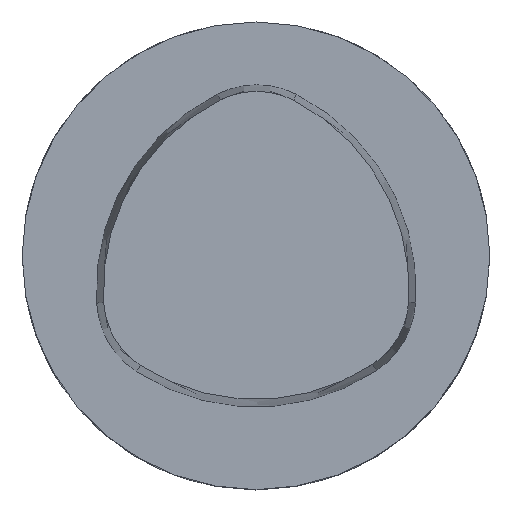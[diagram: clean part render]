
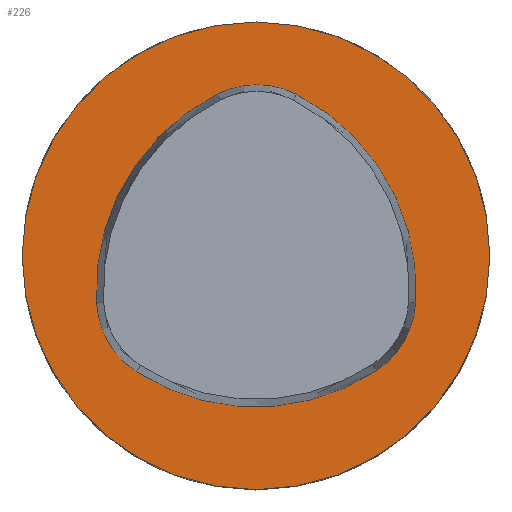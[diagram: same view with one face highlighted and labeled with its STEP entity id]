
A CAD part, top view. The second image highlights one B-rep face of the part: STEP entity #226.
In plain terms, the highlighted planar face has unit normal (0, 0, 1).
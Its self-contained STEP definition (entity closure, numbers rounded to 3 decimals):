
#226=ADVANCED_FACE('',(#298),#260,.T.);
#260=PLANE('',#847);
#298=FACE_OUTER_BOUND('',#348,.T.);
#348=EDGE_LOOP('',(#467));
#467=ORIENTED_EDGE('',*,*,#699,.F.);
#620=VERTEX_POINT('',#1320);
#699=EDGE_CURVE('',#620,#620,#765,.T.);
#765=CIRCLE('',#841,16.);
#841=AXIS2_PLACEMENT_3D('',#1319,#987,#988);
#847=AXIS2_PLACEMENT_3D('',#1338,#1003,#1004);
#987=DIRECTION('',(0.,0.,-1.));
#988=DIRECTION('',(1.,0.,0.));
#1003=DIRECTION('',(0.,0.,1.));
#1004=DIRECTION('',(-1.,0.,0.));
#1319=CARTESIAN_POINT('',(0.,0.,0.));
#1320=CARTESIAN_POINT('',(16.,0.,0.));
#1338=CARTESIAN_POINT('',(0.,0.,0.));
